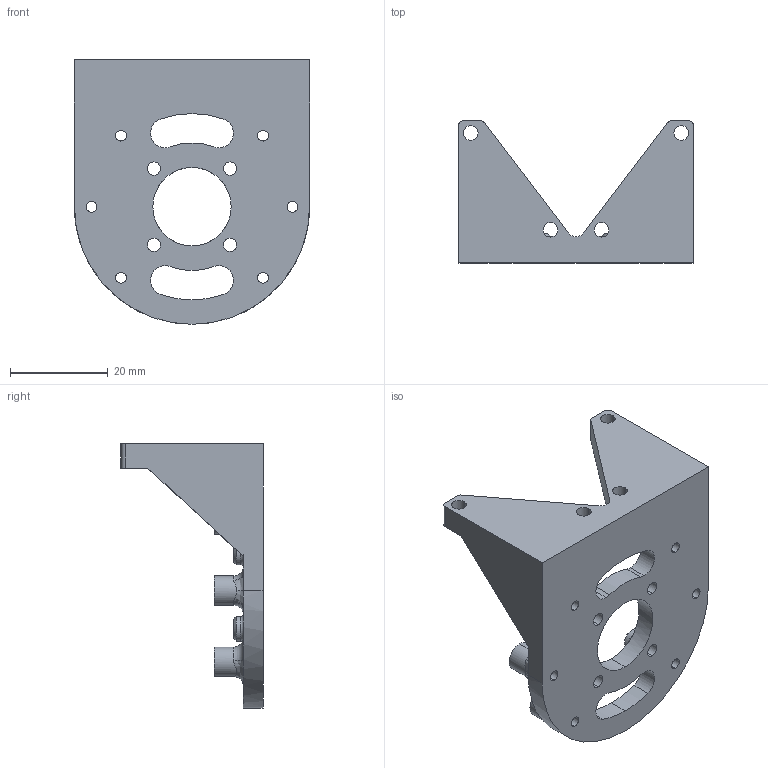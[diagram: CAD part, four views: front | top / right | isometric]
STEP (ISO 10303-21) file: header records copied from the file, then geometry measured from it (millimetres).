
FILE_DESCRIPTION (( 'STEP AP214' ), '1' );
FILE_NAME ('壽誹萇儂盓殤X4.STEP', '2023-11-20T11:19:08', ( '' ), ( '' ), 'SwSTEP 2.0', 'SolidWorks 2024', '' );
FILE_SCHEMA (( 'AUTOMOTIVE_DESIGN' ));
Length unit declared in the file: millimetre
Products named in the file (1): 关节电机支架X4
Bounding box: 48 x 29 x 54 mm (x, y, z)
Volume: 13844.2 mm3; surface area: 8871.8 mm2
Topology: 1 solids, 1 shells, 133 faces, 351 edges, 220 vertices
Faces by surface type: cylinder 71, plane 26, torus 22, cone 8, bspline 6
Entity records: 4564 total; most frequent: CARTESIAN_POINT 1047, DIRECTION 809, ORIENTED_EDGE 702, EDGE_CURVE 351, AXIS2_PLACEMENT_3D 344, VERTEX_POINT 220, CIRCLE 216, EDGE_LOOP 167
